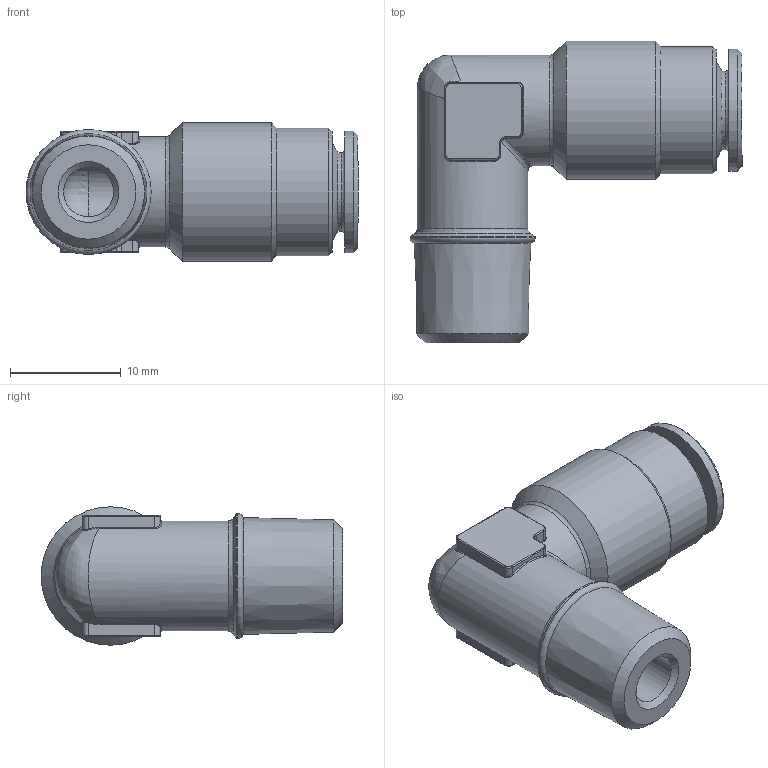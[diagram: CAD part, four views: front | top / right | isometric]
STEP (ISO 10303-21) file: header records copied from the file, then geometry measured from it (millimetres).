
FILE_DESCRIPTION(/* description */ ('STEP AP214'),/* implementation_level */ '2;1');
FILE_NAME(/* name */ 'H0040630',/* time_stamp */ '2023-05-10T14:25:16+02:00',/* author */ ('License CC BY-ND 4.0'),/* organization */ ('CADENAS'),/* preprocessor_version */ 'ST-DEVELOPER v19.3',/* originating_system */ 'PARTsolutions',/* authorisation */ ' ');
FILE_SCHEMA (('AUTOMOTIVE_DESIGN {1 0 10303 214 3 1 1}'));
Length unit declared in the file: millimetre
Products named in the file (1): H0040630
Bounding box: 29.99 x 27.25 x 12.5 mm (x, y, z)
Volume: 3168.3 mm3; surface area: 2552.3 mm2
Topology: 1 solids, 1 shells, 114 faces, 263 edges, 151 vertices
Faces by surface type: cylinder 42, bspline 22, torus 20, plane 18, cone 11, sphere 1
Full cylindrical faces by diameter (mm): 4.5 x1, 5 x1, 6.15 x1, 7.1 x1, 10 x2, 11 x1, 11.3 x1, 11.5 x1, 12.5 x1
Entity records: 4341 total; most frequent: CARTESIAN_POINT 1212, DIRECTION 484, ORIENTED_EDGE 452, EDGE_CURVE 226, AXIS2_PLACEMENT_3D 210, EDGE_LOOP 143, FACE_BOUND 143, VERTEX_POINT 141
